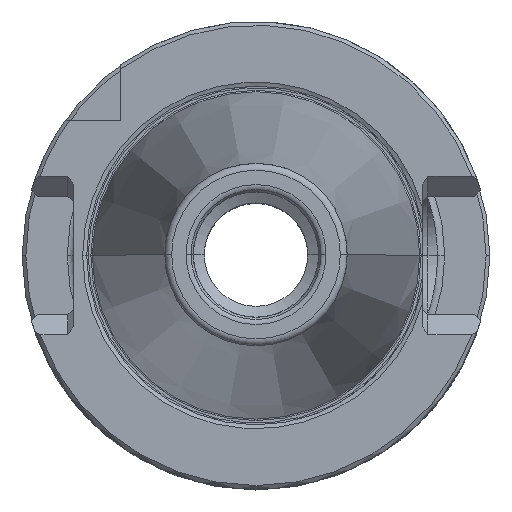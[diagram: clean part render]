
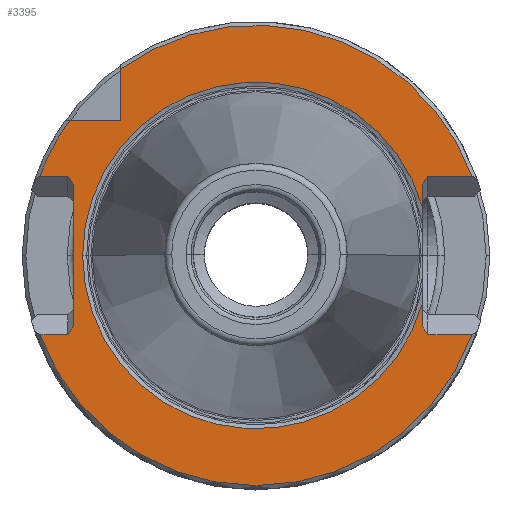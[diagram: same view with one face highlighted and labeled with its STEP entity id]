
A CAD part, top view. The second image highlights one B-rep face of the part: STEP entity #3395.
In plain terms, the highlighted planar face has unit normal (0, 0, 1).
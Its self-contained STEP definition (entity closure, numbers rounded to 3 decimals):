
#1515=VERTEX_POINT('NONE',#4322);
#1541=VERTEX_POINT('NONE',#4352);
#1547=EDGE_CURVE('NONE',#3755,#2367,#4358,.T.);
#1551=VERTEX_POINT('NONE',#4363);
#1567=EDGE_CURVE('NONE',#3589,#1541,#4383,.T.);
#1685=VERTEX_POINT('NONE',#4511);
#1859=EDGE_CURVE('NONE',#4145,#1541,#4708,.T.);
#1957=EDGE_CURVE('NONE',#3589,#2581,#4820,.T.);
#2027=VERTEX_POINT('NONE',#4892);
#2263=VERTEX_POINT('NONE',#5156);
#2297=VERTEX_POINT('NONE',#5193);
#2367=VERTEX_POINT('NONE',#5269);
#2475=EDGE_CURVE('NONE',#2581,#1685,#5387,.T.);
#2505=EDGE_CURVE('NONE',#1551,#1685,#5419,.T.);
#2567=VERTEX_POINT('NONE',#5487);
#2581=VERTEX_POINT('NONE',#5502);
#2679=EDGE_CURVE('NONE',#2367,#2263,#5615,.T.);
#2751=VERTEX_POINT('NONE',#5693);
#2811=VERTEX_POINT('NONE',#5763);
#2959=EDGE_CURVE('NONE',#2751,#2027,#5921,.T.);
#2963=EDGE_CURVE('NONE',#4145,#2027,#5925,.T.);
#2985=EDGE_CURVE('NONE',#4193,#3383,#5951,.T.);
#3111=EDGE_CURVE('NONE',#2811,#1551,#6099,.T.);
#3187=VERTEX_POINT('NONE',#6187);
#3345=EDGE_CURVE('NONE',#2297,#2567,#6360,.T.);
#3383=VERTEX_POINT('NONE',#6403);
#3395=ADVANCED_FACE('NONE',(#6417),#6418,.F.);
#3589=VERTEX_POINT('NONE',#6636);
#3601=EDGE_CURVE('NONE',#3755,#2751,#6649,.T.);
#3667=EDGE_CURVE('NONE',#1515,#2811,#6721,.T.);
#3735=EDGE_CURVE('NONE',#3187,#2567,#6794,.T.);
#3755=VERTEX_POINT('NONE',#6815);
#3827=EDGE_CURVE('NONE',#3383,#3187,#6896,.T.);
#4079=EDGE_CURVE('NONE',#1515,#2297,#7170,.T.);
#4145=VERTEX_POINT('NONE',#7247);
#4171=EDGE_CURVE('NONE',#4193,#2263,#7275,.T.);
#4193=VERTEX_POINT('NONE',#7301);
#4322=CARTESIAN_POINT('',(22.6,-6.57,-1.));
#4352=CARTESIAN_POINT('',(-24.8,-9.689,-1.));
#4358=LINE('',#7527,#7528);
#4363=CARTESIAN_POINT('',(23.35,-10.75,-1.));
#4383=LINE('',#7556,#7557);
#4511=CARTESIAN_POINT('',(29.343,-10.75,-1.));
#4708=LINE('',#8106,#8107);
#4820=LINE('',#8246,#8247);
#4892=CARTESIAN_POINT('',(-25.55,10.75,-1.));
#5156=CARTESIAN_POINT('',(-18.35,25.295,-1.0));
#5193=CARTESIAN_POINT('',(-23.536,0.0,-1.));
#5269=CARTESIAN_POINT('',(-18.35,18.35,-1.0));
#5387=CIRCLE('',#9221,31.25);
#5419=LINE('',#9291,#9292);
#5487=CARTESIAN_POINT('',(22.6,6.57,-1.0));
#5502=CARTESIAN_POINT('',(-29.343,-10.75,-1.));
#5615=LINE('',#9638,#9639);
#5693=CARTESIAN_POINT('',(-29.343,10.75,-1.));
#5763=CARTESIAN_POINT('',(22.6,-9.689,-1.0));
#5921=LINE('',#10158,#10159);
#5925=LINE('',#10166,#10167);
#5951=LINE('',#10200,#10201);
#6099=LINE('',#10472,#10473);
#6187=CARTESIAN_POINT('',(22.6,9.689,-1.));
#6360=CIRCLE('',#10871,23.536);
#6403=CARTESIAN_POINT('',(23.35,10.75,-1.));
#6417=FACE_OUTER_BOUND('',#10960,.T.);
#6418=PLANE('',#10961);
#6636=CARTESIAN_POINT('',(-25.55,-10.75,-1.));
#6649=CIRCLE('',#11299,31.25);
#6721=LINE('',#11412,#11413);
#6794=LINE('',#11525,#11526);
#6815=CARTESIAN_POINT('',(-25.295,18.35,-1.0));
#6896=LINE('',#11701,#11702);
#7170=CIRCLE('',#12173,23.536);
#7247=CARTESIAN_POINT('',(-24.8,9.689,-1.));
#7275=CIRCLE('',#12321,31.25);
#7301=CARTESIAN_POINT('',(29.343,10.75,-1.));
#7527=CARTESIAN_POINT('',(-38.35,18.35,-1.0));
#7528=VECTOR('',#12546,1000.0);
#7556=CARTESIAN_POINT('',(-18.12,-0.243,-1.));
#7557=VECTOR('',#12593,1000.0);
#8106=CARTESIAN_POINT('',(-24.8,0.0,-1.0));
#8107=VECTOR('',#12995,1000.0);
#8246=CARTESIAN_POINT('',(-61.2,-10.75,-1.));
#8247=VECTOR('',#13167,1000.0);
#9221=AXIS2_PLACEMENT_3D('',#13756,#13757,#13758);
#9291=CARTESIAN_POINT('',(124.8,-10.75,-1.));
#9292=VECTOR('',#13785,1000.0);
#9638=CARTESIAN_POINT('',(-18.35,18.35,-1.0));
#9639=VECTOR('',#14031,1000.0);
#10158=CARTESIAN_POINT('',(-61.2,10.75,-1.));
#10159=VECTOR('',#14348,1000.0);
#10166=CARTESIAN_POINT('',(-18.12,0.243,-1.));
#10167=VECTOR('',#14350,1000.0);
#10200=CARTESIAN_POINT('',(124.8,10.75,-1.));
#10201=VECTOR('',#14387,1000.0);
#10472=CARTESIAN_POINT('',(22.077,-8.95,-1.));
#10473=VECTOR('',#14601,1000.0);
#10871=AXIS2_PLACEMENT_3D('',#14921,#14922,#14923);
#10960=EDGE_LOOP('',(#14996,#14997,#14998,#14999,#15000,#15001,#15002,#15003,#15004,#15005,#15006,#15007,#15008,#15009,#15010,#15011,#15012,#15013));
#10961=AXIS2_PLACEMENT_3D('',#15014,#15015,#15016);
#11299=AXIS2_PLACEMENT_3D('',#15282,#15283,#15284);
#11412=CARTESIAN_POINT('',(22.6,0.0,-1.0));
#11413=VECTOR('',#15361,1000.0);
#11525=CARTESIAN_POINT('',(22.6,0.0,-1.0));
#11526=VECTOR('',#15441,1000.0);
#11701=CARTESIAN_POINT('',(22.077,8.95,-1.));
#11702=VECTOR('',#15549,1000.0);
#12173=AXIS2_PLACEMENT_3D('',#15826,#15827,#15828);
#12321=AXIS2_PLACEMENT_3D('',#15975,#15976,#15977);
#12546=DIRECTION('',(1.0,0.,0.0));
#12593=DIRECTION('',(0.577,0.816,0.0));
#12995=DIRECTION('',(0.0,-1.0,0.0));
#13167=DIRECTION('',(-1.0,0.0,0.0));
#13756=CARTESIAN_POINT('',(0.0,0.0,-1.));
#13757=DIRECTION('',(0.0,-0.0,1.0));
#13758=DIRECTION('',(1.0,0.0,0.0));
#13785=DIRECTION('',(1.0,0.0,0.0));
#14031=DIRECTION('',(0.,1.0,-0.0));
#14348=DIRECTION('',(1.0,0.0,0.0));
#14350=DIRECTION('',(-0.577,0.816,0.0));
#14387=DIRECTION('',(-1.0,0.0,0.0));
#14601=DIRECTION('',(0.577,-0.816,0.0));
#14921=CARTESIAN_POINT('',(0.0,0.0,-1.));
#14922=DIRECTION('',(0.0,0.0,-1.0));
#14923=DIRECTION('',(1.0,0.0,0.0));
#14996=ORIENTED_EDGE('',*,*,#1547,.F.);
#14997=ORIENTED_EDGE('',*,*,#3601,.T.);
#14998=ORIENTED_EDGE('',*,*,#2959,.T.);
#14999=ORIENTED_EDGE('',*,*,#2963,.F.);
#15000=ORIENTED_EDGE('',*,*,#1859,.T.);
#15001=ORIENTED_EDGE('',*,*,#1567,.F.);
#15002=ORIENTED_EDGE('',*,*,#1957,.T.);
#15003=ORIENTED_EDGE('',*,*,#2475,.T.);
#15004=ORIENTED_EDGE('',*,*,#2505,.F.);
#15005=ORIENTED_EDGE('',*,*,#3111,.F.);
#15006=ORIENTED_EDGE('',*,*,#3667,.F.);
#15007=ORIENTED_EDGE('',*,*,#4079,.T.);
#15008=ORIENTED_EDGE('',*,*,#3345,.T.);
#15009=ORIENTED_EDGE('',*,*,#3735,.F.);
#15010=ORIENTED_EDGE('',*,*,#3827,.F.);
#15011=ORIENTED_EDGE('',*,*,#2985,.F.);
#15012=ORIENTED_EDGE('',*,*,#4171,.T.);
#15013=ORIENTED_EDGE('',*,*,#2679,.F.);
#15014=CARTESIAN_POINT('',(0.0,-32.5,-1.));
#15015=DIRECTION('',(0.0,0.0,-1.0));
#15016=DIRECTION('',(0.0,-1.0,0.0));
#15282=CARTESIAN_POINT('',(0.0,0.0,-1.));
#15283=DIRECTION('',(0.0,-0.0,1.0));
#15284=DIRECTION('',(1.0,0.0,0.0));
#15361=DIRECTION('',(0.0,-1.0,0.0));
#15441=DIRECTION('',(0.0,-1.0,0.0));
#15549=DIRECTION('',(-0.577,-0.816,0.0));
#15826=CARTESIAN_POINT('',(0.0,0.0,-1.));
#15827=DIRECTION('',(0.0,0.0,-1.0));
#15828=DIRECTION('',(1.0,0.0,0.0));
#15975=CARTESIAN_POINT('',(0.0,0.0,-1.));
#15976=DIRECTION('',(0.0,-0.0,1.0));
#15977=DIRECTION('',(1.0,0.0,0.0));
